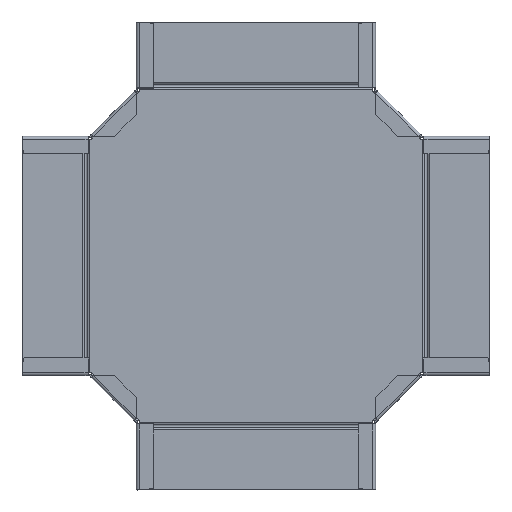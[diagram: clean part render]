
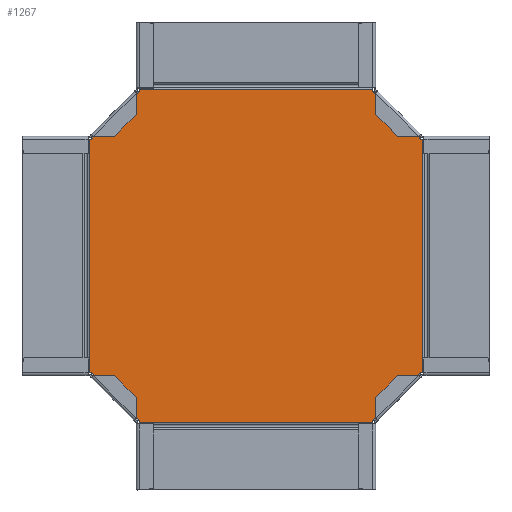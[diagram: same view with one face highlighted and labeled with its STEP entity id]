
A CAD part, top view. The second image highlights one B-rep face of the part: STEP entity #1267.
In plain terms, the highlighted planar face has unit normal (0, 0, 1).
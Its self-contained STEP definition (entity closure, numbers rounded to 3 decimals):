
#162=DIRECTION('',(-0.707,0.707,0.));
#163=VECTOR('',#162,57.631);
#164=CARTESIAN_POINT('',(140.752,100.,0.));
#165=LINE('',#164,#163);
#166=DIRECTION('',(-1.,0.,0.));
#167=VECTOR('',#166,2.);
#168=CARTESIAN_POINT('',(142.752,100.,0.));
#169=LINE('',#168,#167);
#170=DIRECTION('',(0.707,0.707,0.));
#171=VECTOR('',#170,57.631);
#172=CARTESIAN_POINT('',(100.,-140.752,0.));
#173=LINE('',#172,#171);
#174=DIRECTION('',(0.,1.,0.));
#175=VECTOR('',#174,2.);
#176=CARTESIAN_POINT('',(100.,-142.752,0.));
#177=LINE('',#176,#175);
#178=DIRECTION('',(0.707,-0.707,0.));
#179=VECTOR('',#178,57.631);
#180=CARTESIAN_POINT('',(-140.752,-100.,0.));
#181=LINE('',#180,#179);
#182=DIRECTION('',(1.,0.,0.));
#183=VECTOR('',#182,2.);
#184=CARTESIAN_POINT('',(-142.752,-100.,0.));
#185=LINE('',#184,#183);
#186=DIRECTION('',(-0.707,-0.707,0.));
#187=VECTOR('',#186,57.631);
#188=CARTESIAN_POINT('',(-100.,140.752,0.));
#189=LINE('',#188,#187);
#190=DIRECTION('',(0.,-1.,0.));
#191=VECTOR('',#190,2.);
#192=CARTESIAN_POINT('',(-100.,142.752,0.));
#193=LINE('',#192,#191);
#242=DIRECTION('',(-1.,0.,0.));
#243=VECTOR('',#242,2.);
#244=CARTESIAN_POINT('',(142.752,-100.,0.));
#245=LINE('',#244,#243);
#246=DIRECTION('',(0.,-1.,0.));
#247=VECTOR('',#246,200.);
#248=CARTESIAN_POINT('',(142.752,100.,0.));
#249=LINE('',#248,#247);
#376=DIRECTION('',(0.,-1.,0.));
#377=VECTOR('',#376,2.);
#378=CARTESIAN_POINT('',(100.,142.752,0.));
#379=LINE('',#378,#377);
#398=DIRECTION('',(1.,0.,0.));
#399=VECTOR('',#398,200.);
#400=CARTESIAN_POINT('',(-100.,142.752,0.));
#401=LINE('',#400,#399);
#436=DIRECTION('',(1.,0.,0.));
#437=VECTOR('',#436,2.);
#438=CARTESIAN_POINT('',(-142.752,100.,0.));
#439=LINE('',#438,#437);
#454=DIRECTION('',(0.,1.,0.));
#455=VECTOR('',#454,200.);
#456=CARTESIAN_POINT('',(-142.752,-100.,0.));
#457=LINE('',#456,#455);
#623=DIRECTION('',(-1.,0.,0.));
#624=VECTOR('',#623,200.);
#625=CARTESIAN_POINT('',(100.,-142.752,0.));
#626=LINE('',#625,#624);
#645=DIRECTION('',(0.,1.,0.));
#646=VECTOR('',#645,2.);
#647=CARTESIAN_POINT('',(-100.,-142.752,0.));
#648=LINE('',#647,#646);
#838=CARTESIAN_POINT('',(100.,142.752,0.));
#840=VERTEX_POINT('',#838);
#844=CARTESIAN_POINT('',(-140.752,-100.,0.));
#846=VERTEX_POINT('',#844);
#851=CARTESIAN_POINT('',(-100.,142.752,0.));
#852=VERTEX_POINT('',#851);
#880=CARTESIAN_POINT('',(-100.,140.752,0.));
#882=VERTEX_POINT('',#880);
#885=CARTESIAN_POINT('',(-142.752,-100.,0.));
#886=VERTEX_POINT('',#885);
#890=CARTESIAN_POINT('',(-140.752,100.,0.));
#892=VERTEX_POINT('',#890);
#895=CARTESIAN_POINT('',(-142.752,100.,0.));
#896=VERTEX_POINT('',#895);
#904=CARTESIAN_POINT('',(100.,140.752,0.));
#906=VERTEX_POINT('',#904);
#914=CARTESIAN_POINT('',(140.752,-100.,0.));
#916=VERTEX_POINT('',#914);
#943=CARTESIAN_POINT('',(-100.,-142.752,0.));
#944=VERTEX_POINT('',#943);
#949=CARTESIAN_POINT('',(100.,-142.752,0.));
#950=VERTEX_POINT('',#949);
#954=CARTESIAN_POINT('',(100.,-140.752,0.));
#956=VERTEX_POINT('',#954);
#957=CARTESIAN_POINT('',(140.752,100.,0.));
#958=VERTEX_POINT('',#957);
#959=CARTESIAN_POINT('',(-100.,-140.752,0.));
#960=VERTEX_POINT('',#959);
#961=CARTESIAN_POINT('',(142.752,-100.,0.));
#962=VERTEX_POINT('',#961);
#963=CARTESIAN_POINT('',(142.752,100.,0.));
#964=VERTEX_POINT('',#963);
#1231=CARTESIAN_POINT('',(0.,-100.,0.));
#1232=DIRECTION('',(0.,0.,1.));
#1233=DIRECTION('',(1.,0.,0.));
#1234=AXIS2_PLACEMENT_3D('',#1231,#1232,#1233);
#1235=PLANE('',#1234);
#1237=ORIENTED_EDGE('',*,*,#1236,.F.);
#1239=ORIENTED_EDGE('',*,*,#1238,.F.);
#1241=ORIENTED_EDGE('',*,*,#1240,.T.);
#1243=ORIENTED_EDGE('',*,*,#1242,.T.);
#1244=ORIENTED_EDGE('',*,*,#1210,.F.);
#1245=ORIENTED_EDGE('',*,*,#1222,.F.);
#1247=ORIENTED_EDGE('',*,*,#1246,.T.);
#1249=ORIENTED_EDGE('',*,*,#1248,.T.);
#1251=ORIENTED_EDGE('',*,*,#1250,.F.);
#1252=ORIENTED_EDGE('',*,*,#1156,.F.);
#1254=ORIENTED_EDGE('',*,*,#1253,.T.);
#1256=ORIENTED_EDGE('',*,*,#1255,.T.);
#1258=ORIENTED_EDGE('',*,*,#1257,.F.);
#1260=ORIENTED_EDGE('',*,*,#1259,.F.);
#1262=ORIENTED_EDGE('',*,*,#1261,.T.);
#1264=ORIENTED_EDGE('',*,*,#1263,.T.);
#1265=EDGE_LOOP('',(#1237,#1239,#1241,#1243,#1244,#1245,#1247,#1249,#1251,#1252,
#1254,#1256,#1258,#1260,#1262,#1264));
#1266=FACE_OUTER_BOUND('',#1265,.F.);
#1267=ADVANCED_FACE('',(#1266),#1235,.T.);
#1156=EDGE_CURVE('',#886,#846,#185,.T.);
#1210=EDGE_CURVE('',#956,#916,#173,.T.);
#1222=EDGE_CURVE('',#950,#956,#177,.T.);
#1236=EDGE_CURVE('',#958,#906,#165,.T.);
#1238=EDGE_CURVE('',#964,#958,#169,.T.);
#1240=EDGE_CURVE('',#964,#962,#249,.T.);
#1242=EDGE_CURVE('',#962,#916,#245,.T.);
#1246=EDGE_CURVE('',#950,#944,#626,.T.);
#1248=EDGE_CURVE('',#944,#960,#648,.T.);
#1250=EDGE_CURVE('',#846,#960,#181,.T.);
#1253=EDGE_CURVE('',#886,#896,#457,.T.);
#1255=EDGE_CURVE('',#896,#892,#439,.T.);
#1257=EDGE_CURVE('',#882,#892,#189,.T.);
#1259=EDGE_CURVE('',#852,#882,#193,.T.);
#1261=EDGE_CURVE('',#852,#840,#401,.T.);
#1263=EDGE_CURVE('',#840,#906,#379,.T.);
